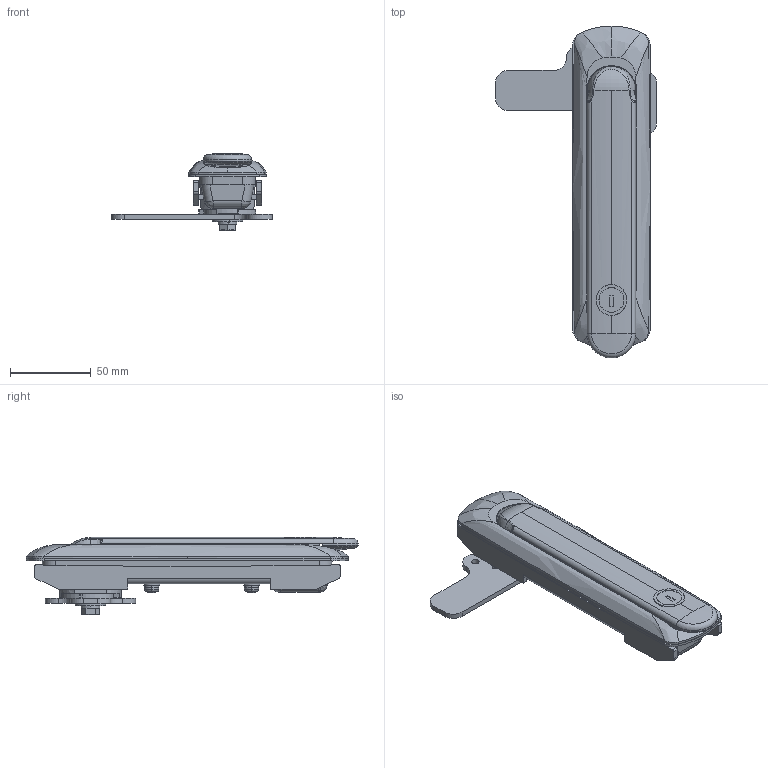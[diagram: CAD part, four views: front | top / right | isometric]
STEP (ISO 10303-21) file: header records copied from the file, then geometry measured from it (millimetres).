
FILE_DESCRIPTION (( 'STEP AP203' ), '1' );
FILE_NAME ('A-464-L1.STEP', '2020-01-29T07:46:26', ( '' ), ( '' ), 'SwSTEP 2.0', 'SolidWorks 2018', '' );
FILE_SCHEMA (( 'CONFIG_CONTROL_DESIGN' ));
Length unit declared in the file: millimetre
Products named in the file (15): A-464-L1回転軸_; A-464-L1軸ブッシュ_; A-464-L1パッキン_; A-464-L1取付板_; A-464-L1パーソナルアダプター_; A-464-L1六角ボルト_内径基準ver1.05_M6x12十字穴付六角ボルトSWシングルセムス; A-464-L1僟儈乕儘乕僞乕__#200-2_; A-464-L1; A-464-L1止め金_; A-464-L1十字穴付小ねじ_内径基準ver1.02_M5x16十字穴付なべ小ねじ(鉄)ダブルセムス(P3); A-464-L1僗僩僢僷乕_; A-464-L1本体_; A-464-L1軸ピン_; A-464-L1ハンドル_; A-464-L1止め金用平座金_
Assembly tree (15 placements, depth 2):
  A-464-L1
    A-464-L1本体_
    A-464-L1回転軸_
    A-464-L1僗僩僢僷乕_
    A-464-L1止め金用平座金_
    A-464-L1軸ピン_
    A-464-L1軸ブッシュ_
    A-464-L1ハンドル_
    A-464-L1パッキン_
    A-464-L1取付板_
    A-464-L1止め金_
    A-464-L1僟儈乕儘乕僞乕__#200-2_
    A-464-L1パーソナルアダプター_
    A-464-L1六角ボルト_内径基準ver1.05_M6x12十字穴付六角ボルトSWシングルセムス
    A-464-L1十字穴付小ねじ_内径基準ver1.02_M5x16十字穴付なべ小ねじ(鉄)ダブルセムス(P3)  x2
Bounding box: 100 x 206 x 47.8 mm (x, y, z)
Volume: 171794.1 mm3; surface area: 97534.3 mm2
Topology: 15 solids, 15 shells, 775 faces, 2021 edges, 1293 vertices
Faces by surface type: plane 319, cylinder 281, bspline 80, cone 60, torus 24, sphere 11
Entity records: 28504 total; most frequent: CARTESIAN_POINT 9827, ORIENTED_EDGE 3790, DIRECTION 3316, EDGE_CURVE 1895, AXIS2_PLACEMENT_3D 1229, VERTEX_POINT 1217, LINE 858, VECTOR 858
